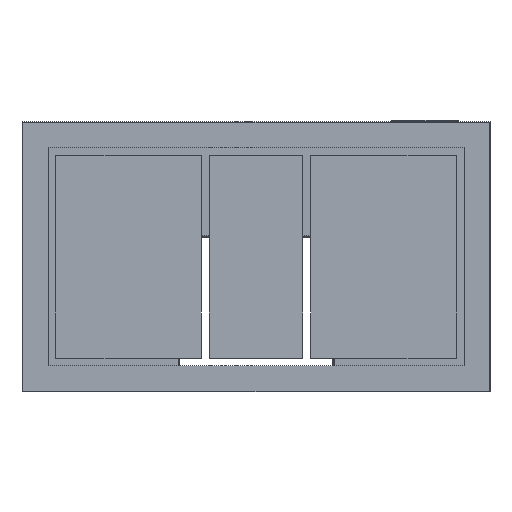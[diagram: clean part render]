
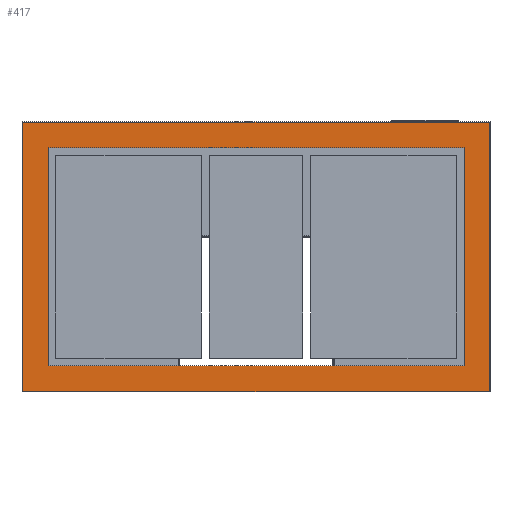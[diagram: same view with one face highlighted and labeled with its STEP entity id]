
A CAD part, front view. The second image highlights one B-rep face of the part: STEP entity #417.
In plain terms, the highlighted planar face has unit normal (0, -1, 0).
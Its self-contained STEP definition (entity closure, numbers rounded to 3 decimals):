
#5=DIRECTION('',(0.,0.,-1.));
#6=VECTOR('',#5,420.);
#7=CARTESIAN_POINT('',(-400.,0.,210.));
#8=LINE('',#7,#6);
#9=DIRECTION('',(1.,0.,0.));
#10=VECTOR('',#9,800.);
#11=CARTESIAN_POINT('',(-400.,0.,-210.));
#12=LINE('',#11,#10);
#13=DIRECTION('',(0.,0.,1.));
#14=VECTOR('',#13,420.);
#15=CARTESIAN_POINT('',(400.,0.,-210.));
#16=LINE('',#15,#14);
#17=DIRECTION('',(-1.,0.,0.));
#18=VECTOR('',#17,800.);
#19=CARTESIAN_POINT('',(400.,0.,210.));
#20=LINE('',#19,#18);
#149=DIRECTION('',(0.,0.,1.));
#150=VECTOR('',#149,520.);
#151=CARTESIAN_POINT('',(-450.,0.,-260.));
#152=LINE('',#151,#150);
#157=DIRECTION('',(-1.,0.,0.));
#158=VECTOR('',#157,900.);
#159=CARTESIAN_POINT('',(450.,0.,-260.));
#160=LINE('',#159,#158);
#165=DIRECTION('',(0.,0.,-1.));
#166=VECTOR('',#165,520.);
#167=CARTESIAN_POINT('',(450.,0.,260.));
#168=LINE('',#167,#166);
#173=DIRECTION('',(1.,0.,0.));
#174=VECTOR('',#173,900.);
#175=CARTESIAN_POINT('',(-450.,0.,260.));
#176=LINE('',#175,#174);
#297=CARTESIAN_POINT('',(-400.,0.,210.));
#298=CARTESIAN_POINT('',(-400.,0.,-210.));
#299=VERTEX_POINT('',#297);
#300=VERTEX_POINT('',#298);
#301=CARTESIAN_POINT('',(400.,0.,-210.));
#302=VERTEX_POINT('',#301);
#303=CARTESIAN_POINT('',(400.,0.,210.));
#304=VERTEX_POINT('',#303);
#315=CARTESIAN_POINT('',(-450.,0.,-260.));
#316=CARTESIAN_POINT('',(-450.,0.,260.));
#317=VERTEX_POINT('',#315);
#318=VERTEX_POINT('',#316);
#319=CARTESIAN_POINT('',(450.,0.,260.));
#320=VERTEX_POINT('',#319);
#321=CARTESIAN_POINT('',(450.,0.,-260.));
#322=VERTEX_POINT('',#321);
#393=CARTESIAN_POINT('',(0.,0.,0.));
#394=DIRECTION('',(0.,1.,0.));
#395=DIRECTION('',(1.,0.,0.));
#396=AXIS2_PLACEMENT_3D('',#393,#394,#395);
#397=PLANE('',#396);
#399=ORIENTED_EDGE('',*,*,#398,.T.);
#401=ORIENTED_EDGE('',*,*,#400,.T.);
#403=ORIENTED_EDGE('',*,*,#402,.T.);
#405=ORIENTED_EDGE('',*,*,#404,.T.);
#406=EDGE_LOOP('',(#399,#401,#403,#405));
#407=FACE_OUTER_BOUND('',#406,.F.);
#409=ORIENTED_EDGE('',*,*,#408,.T.);
#411=ORIENTED_EDGE('',*,*,#410,.T.);
#413=ORIENTED_EDGE('',*,*,#412,.T.);
#414=ORIENTED_EDGE('',*,*,#382,.T.);
#415=EDGE_LOOP('',(#409,#411,#413,#414));
#416=FACE_BOUND('',#415,.F.);
#417=ADVANCED_FACE('',(#407,#416),#397,.F.);
#382=EDGE_CURVE('',#304,#299,#20,.T.);
#398=EDGE_CURVE('',#317,#318,#152,.T.);
#400=EDGE_CURVE('',#318,#320,#176,.T.);
#402=EDGE_CURVE('',#320,#322,#168,.T.);
#404=EDGE_CURVE('',#322,#317,#160,.T.);
#408=EDGE_CURVE('',#299,#300,#8,.T.);
#410=EDGE_CURVE('',#300,#302,#12,.T.);
#412=EDGE_CURVE('',#302,#304,#16,.T.);
